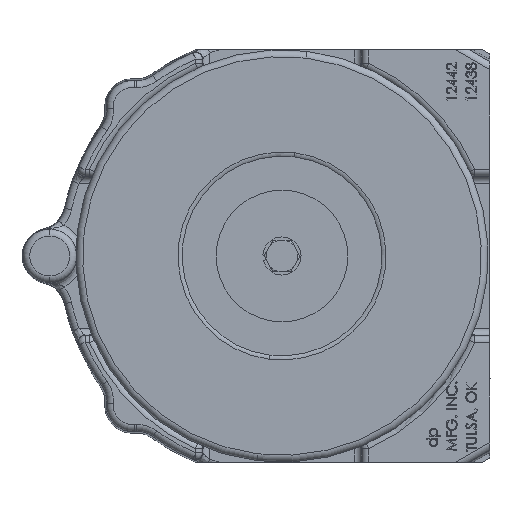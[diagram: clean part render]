
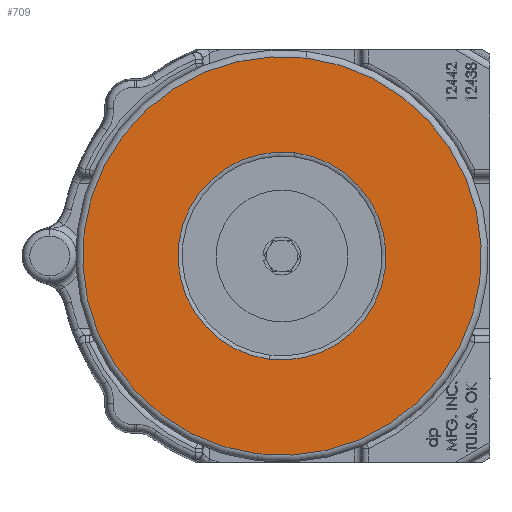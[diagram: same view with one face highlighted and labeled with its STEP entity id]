
A CAD part, left-side view. The second image highlights one B-rep face of the part: STEP entity #709.
In plain terms, the highlighted planar face has unit normal (-1, 0, 0).
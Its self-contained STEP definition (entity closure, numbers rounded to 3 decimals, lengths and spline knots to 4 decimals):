
#249=CARTESIAN_POINT('',(-2.4955,0.,0.));
#250=DIRECTION('',(-1.,0.,0.));
#251=DIRECTION('',(0.,0.121,-0.993));
#252=AXIS2_PLACEMENT_3D('',#249,#250,#251);
#254=CARTESIAN_POINT('',(-2.4955,0.,0.));
#255=DIRECTION('',(-1.,0.,0.));
#256=DIRECTION('',(0.,-0.121,0.993));
#257=AXIS2_PLACEMENT_3D('',#254,#255,#256);
#259=CARTESIAN_POINT('',(-2.4955,0.,0.));
#260=DIRECTION('',(1.,0.,0.));
#261=DIRECTION('',(0.,-0.121,0.993));
#262=AXIS2_PLACEMENT_3D('',#259,#260,#261);
#264=CARTESIAN_POINT('',(-2.4955,0.,0.));
#265=DIRECTION('',(1.,0.,0.));
#266=DIRECTION('',(0.,0.121,-0.993));
#267=AXIS2_PLACEMENT_3D('',#264,#265,#266);
#360=CARTESIAN_POINT('',(-2.4955,-0.4344,3.5676));
#361=VERTEX_POINT('',#360);
#364=CARTESIAN_POINT('',(-2.4955,0.4344,-3.5676));
#365=VERTEX_POINT('',#364);
#366=CARTESIAN_POINT('',(-2.4955,-0.2266,1.8613));
#367=CARTESIAN_POINT('',(-2.4955,0.2266,-1.8613));
#368=VERTEX_POINT('',#366);
#369=VERTEX_POINT('',#367);
#693=CARTESIAN_POINT('',(-2.4955,1.8613,0.2266));
#694=DIRECTION('',(-1.,0.,0.));
#695=DIRECTION('',(0.,-0.121,0.993));
#696=AXIS2_PLACEMENT_3D('',#693,#694,#695);
#697=PLANE('',#696);
#698=ORIENTED_EDGE('',*,*,#676,.F.);
#700=ORIENTED_EDGE('',*,*,#699,.F.);
#701=EDGE_LOOP('',(#698,#700));
#702=FACE_OUTER_BOUND('',#701,.F.);
#704=ORIENTED_EDGE('',*,*,#703,.F.);
#706=ORIENTED_EDGE('',*,*,#705,.F.);
#707=EDGE_LOOP('',(#704,#706));
#708=FACE_BOUND('',#707,.F.);
#253=CIRCLE('',#252,3.594);
#258=CIRCLE('',#257,3.594);
#263=CIRCLE('',#262,1.875);
#268=CIRCLE('',#267,1.875);
#676=EDGE_CURVE('',#365,#361,#253,.T.);
#699=EDGE_CURVE('',#361,#365,#258,.T.);
#703=EDGE_CURVE('',#368,#369,#263,.T.);
#705=EDGE_CURVE('',#369,#368,#268,.T.);
#709=ADVANCED_FACE('',(#702,#708),#697,.T.);
